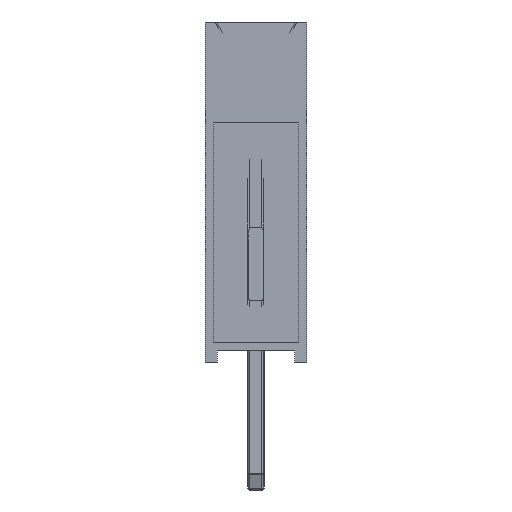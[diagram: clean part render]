
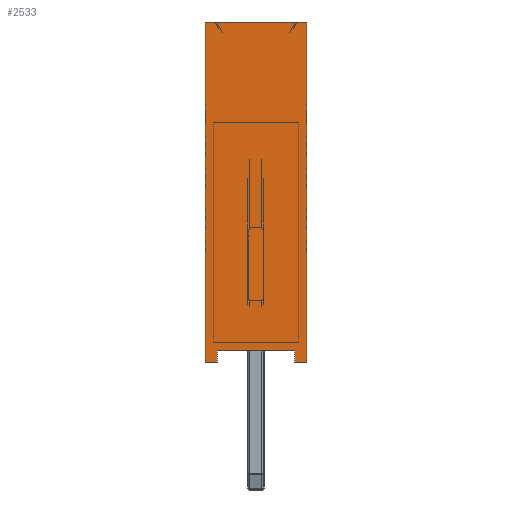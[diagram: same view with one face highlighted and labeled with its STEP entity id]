
A CAD part, left-side view. The second image highlights one B-rep face of the part: STEP entity #2533.
In plain terms, the highlighted planar face has unit normal (-1, 0, 0).
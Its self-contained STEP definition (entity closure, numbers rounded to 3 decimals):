
#437=FACE_OUTER_BOUND('',#588,.T.);
#588=EDGE_LOOP('',(#1689,#1690,#1691,#1692,#1693,#1694,#1695,#1696));
#754=LINE('',#3969,#940);
#756=LINE('',#3975,#942);
#759=LINE('',#3980,#945);
#764=LINE('',#3994,#950);
#765=LINE('',#3997,#951);
#768=LINE('',#4003,#954);
#769=LINE('',#4005,#955);
#770=LINE('',#4006,#956);
#940=VECTOR('',#3095,10.);
#942=VECTOR('',#3099,10.);
#945=VECTOR('',#3104,10.);
#950=VECTOR('',#3119,10.);
#951=VECTOR('',#3122,10.);
#954=VECTOR('',#3127,10.);
#955=VECTOR('',#3128,10.);
#956=VECTOR('',#3129,10.);
#1124=VERTEX_POINT('',#3963);
#1126=VERTEX_POINT('',#3967);
#1127=VERTEX_POINT('',#3971);
#1129=VERTEX_POINT('',#3974);
#1134=VERTEX_POINT('',#3992);
#1135=VERTEX_POINT('',#3996);
#1137=VERTEX_POINT('',#4002);
#1138=VERTEX_POINT('',#4004);
#1322=EDGE_CURVE('',#1124,#1126,#754,.T.);
#1324=EDGE_CURVE('',#1129,#1127,#756,.T.);
#1327=EDGE_CURVE('',#1126,#1129,#759,.T.);
#1336=EDGE_CURVE('',#1127,#1134,#764,.T.);
#1337=EDGE_CURVE('',#1135,#1124,#765,.T.);
#1340=EDGE_CURVE('',#1134,#1137,#768,.T.);
#1341=EDGE_CURVE('',#1138,#1137,#769,.T.);
#1342=EDGE_CURVE('',#1135,#1138,#770,.T.);
#1689=ORIENTED_EDGE('',*,*,#1322,.T.);
#1690=ORIENTED_EDGE('',*,*,#1327,.T.);
#1691=ORIENTED_EDGE('',*,*,#1324,.T.);
#1692=ORIENTED_EDGE('',*,*,#1336,.T.);
#1693=ORIENTED_EDGE('',*,*,#1340,.T.);
#1694=ORIENTED_EDGE('',*,*,#1341,.F.);
#1695=ORIENTED_EDGE('',*,*,#1342,.F.);
#1696=ORIENTED_EDGE('',*,*,#1337,.T.);
#2337=PLANE('',#2741);
#2533=ADVANCED_FACE('',(#437),#2337,.T.);
#2741=AXIS2_PLACEMENT_3D('',#4001,#3125,#3126);
#3095=DIRECTION('',(0.,0.,1.));
#3099=DIRECTION('',(0.,0.,-1.));
#3104=DIRECTION('',(0.,-1.,0.));
#3119=DIRECTION('',(0.,-1.,0.));
#3122=DIRECTION('',(0.,-1.,0.));
#3125=DIRECTION('center_axis',(-1.,0.,0.));
#3126=DIRECTION('ref_axis',(0.,-1.,0.));
#3127=DIRECTION('',(0.,0.,1.));
#3128=DIRECTION('',(0.,-1.,0.));
#3129=DIRECTION('',(0.,0.,1.));
#3963=CARTESIAN_POINT('',(-1.27,0.97,0.));
#3967=CARTESIAN_POINT('',(-1.27,0.97,0.3));
#3969=CARTESIAN_POINT('',(-1.27,0.97,0.));
#3971=CARTESIAN_POINT('',(-1.27,-0.97,0.));
#3974=CARTESIAN_POINT('',(-1.27,-0.97,0.3));
#3975=CARTESIAN_POINT('',(-1.27,-0.97,0.));
#3980=CARTESIAN_POINT('',(-1.27,0.635,0.3));
#3992=CARTESIAN_POINT('',(-1.27,-1.27,0.));
#3994=CARTESIAN_POINT('',(-1.27,1.27,0.));
#3996=CARTESIAN_POINT('',(-1.27,1.27,0.));
#3997=CARTESIAN_POINT('',(-1.27,1.27,0.));
#4001=CARTESIAN_POINT('Origin',(-1.27,1.27,0.));
#4002=CARTESIAN_POINT('',(-1.27,-1.27,8.5));
#4003=CARTESIAN_POINT('',(-1.27,-1.27,0.));
#4004=CARTESIAN_POINT('',(-1.27,1.27,8.5));
#4005=CARTESIAN_POINT('',(-1.27,1.27,8.5));
#4006=CARTESIAN_POINT('',(-1.27,1.27,0.));
